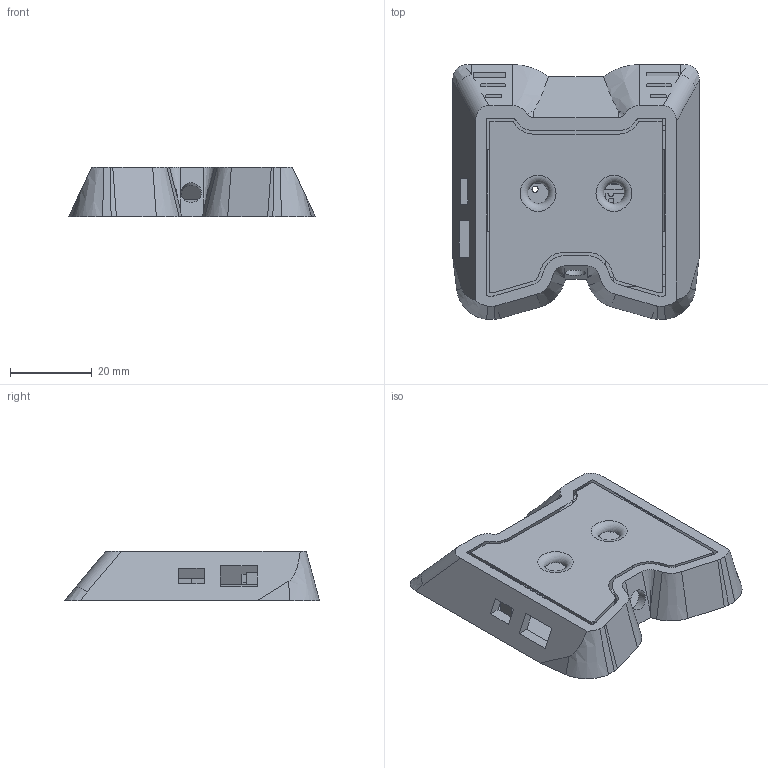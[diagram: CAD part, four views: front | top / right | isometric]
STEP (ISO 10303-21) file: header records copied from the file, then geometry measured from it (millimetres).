
FILE_DESCRIPTION(/* description */ (''),/* implementation_level */ '2;1');
FILE_NAME(/* name */ 'Glove.step',/* time_stamp */ '2023-06-20T20:43:51+02:00',/* author */ (''),/* organization */ (''),/* preprocessor_version */ 'ST-DEVELOPER v19.2',/* originating_system */ 'Autodesk Translation Framework v12.6.0.85',/* authorisation */ '');
FILE_SCHEMA (('AUTOMOTIVE_DESIGN { 1 0 10303 214 3 1 1 }'));
Length unit declared in the file: millimetre
Products named in the file (5): Housing; Arduino Nano 33 BLE; Lid; StepdDownModule; Case
Assembly tree (4 placements, depth 2):
  Housing
    Arduino Nano 33 BLE
    Lid
    StepdDownModule
    Case
Bounding box: 60.16 x 62.23 x 12 mm (x, y, z)
Volume: 18741.2 mm3; surface area: 19145 mm2
Topology: 8 solids, 8 shells, 298 faces, 831 edges, 545 vertices
Faces by surface type: plane 224, cylinder 36, cone 32, torus 4, bspline 2
Full cylindrical faces by diameter (mm): 1.2 x4, 1.5 x15, 5 x1
Entity records: 9769 total; most frequent: CARTESIAN_POINT 1787, ORIENTED_EDGE 1650, DIRECTION 1558, EDGE_CURVE 825, LINE 650, VECTOR 650, VERTEX_POINT 545, AXIS2_PLACEMENT_3D 454
